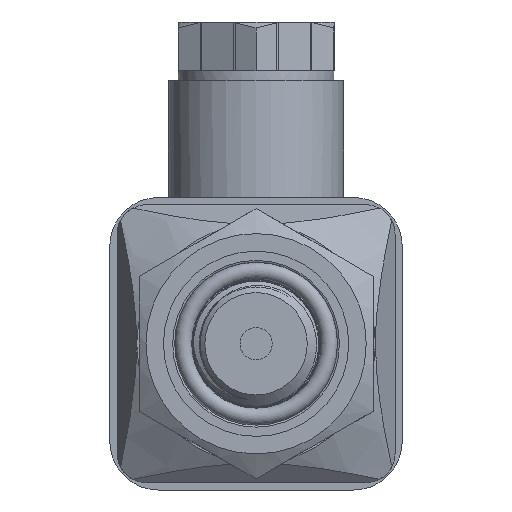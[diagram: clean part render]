
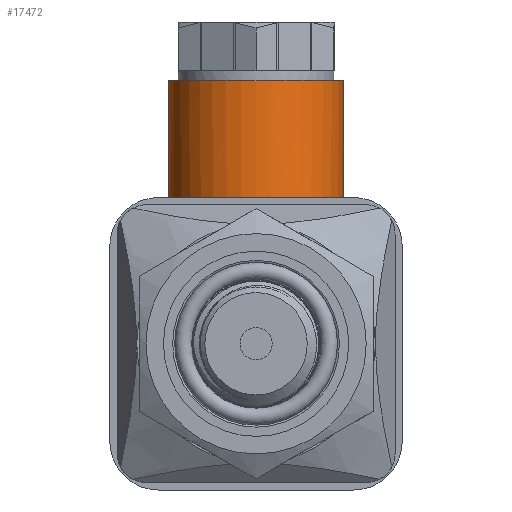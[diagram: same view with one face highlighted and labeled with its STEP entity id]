
A CAD part, left-side view. The second image highlights one B-rep face of the part: STEP entity #17472.
In plain terms, the highlighted cylindrical face has radius 9 mm (diameter 18 mm), a full revolution.
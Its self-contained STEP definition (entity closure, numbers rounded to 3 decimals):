
#1990=FACE_OUTER_BOUND('',#3068,.T.);
#3068=EDGE_LOOP('',(#16235,#16236,#16237,#16238,#16239,#16240,#16241));
#3452=CIRCLE('',#18615,9.);
#3453=CIRCLE('',#18616,9.);
#3478=CIRCLE('',#18697,9.);
#4014=B_SPLINE_CURVE_WITH_KNOTS('',3,(#52968,#52969,#52970,#52971,#52972,
#52973,#52974,#52975,#52976,#52977),.UNSPECIFIED.,.F.,.F.,(4,2,1,1,1,1,
4),(-0.002,0.,0.204,0.408,0.611,
0.815,1.019),.UNSPECIFIED.);
#4015=B_SPLINE_CURVE_WITH_KNOTS('',3,(#53046,#53047,#53048,#53049,#53050,
#53051,#53052,#53053,#53054,#53055,#53056,#53057),.UNSPECIFIED.,.F.,.F.,
(4,1,1,1,1,1,1,2,4),(0.,0.204,0.306,
0.408,0.509,0.611,0.815,
1.019,1.02),.UNSPECIFIED.);
#5544=LINE('',#53385,#7091);
#7091=VECTOR('',#22475,9.);
#8385=VERTEX_POINT('',#50511);
#8646=VERTEX_POINT('',#52966);
#8647=VERTEX_POINT('',#52979);
#8649=VERTEX_POINT('',#52983);
#8740=VERTEX_POINT('',#53383);
#11098=EDGE_CURVE('',#8385,#8646,#4014,.T.);
#11101=EDGE_CURVE('',#8646,#8649,#3452,.T.);
#11102=EDGE_CURVE('',#8649,#8647,#3453,.T.);
#11103=EDGE_CURVE('',#8647,#8385,#4015,.T.);
#11248=EDGE_CURVE('',#8740,#8740,#3478,.T.);
#11249=EDGE_CURVE('',#8740,#8649,#5544,.T.);
#16235=ORIENTED_EDGE('',*,*,#11248,.F.);
#16236=ORIENTED_EDGE('',*,*,#11249,.T.);
#16237=ORIENTED_EDGE('',*,*,#11101,.F.);
#16238=ORIENTED_EDGE('',*,*,#11098,.F.);
#16239=ORIENTED_EDGE('',*,*,#11103,.F.);
#16240=ORIENTED_EDGE('',*,*,#11102,.F.);
#16241=ORIENTED_EDGE('',*,*,#11249,.F.);
#16513=CYLINDRICAL_SURFACE('',#18696,9.);
#17472=ADVANCED_FACE('',(#1990),#16513,.T.);
#18615=AXIS2_PLACEMENT_3D('',#52984,#22202,#22203);
#18616=AXIS2_PLACEMENT_3D('',#52985,#22204,#22205);
#18696=AXIS2_PLACEMENT_3D('',#53382,#22471,#22472);
#18697=AXIS2_PLACEMENT_3D('',#53384,#22473,#22474);
#22202=DIRECTION('center_axis',(0.,0.,-1.));
#22203=DIRECTION('ref_axis',(1.,0.,0.));
#22204=DIRECTION('center_axis',(0.,0.,-1.));
#22205=DIRECTION('ref_axis',(1.,0.,0.));
#22471=DIRECTION('center_axis',(0.,0.,1.));
#22472=DIRECTION('ref_axis',(-1.,0.,0.));
#22473=DIRECTION('center_axis',(0.,0.,1.));
#22474=DIRECTION('ref_axis',(-1.,0.,0.));
#22475=DIRECTION('',(0.,0.,-1.));
#50511=CARTESIAN_POINT('',(-28.,0.,10.5));
#52966=CARTESIAN_POINT('',(-24.4,7.2,14.5));
#52968=CARTESIAN_POINT('Ctrl Pts',(-28.,0.,10.5));
#52969=CARTESIAN_POINT('Ctrl Pts',(-28.,0.004,10.503));
#52970=CARTESIAN_POINT('Ctrl Pts',(-28.,0.008,
10.505));
#52971=CARTESIAN_POINT('Ctrl Pts',(-27.999,0.528,
10.871));
#52972=CARTESIAN_POINT('Ctrl Pts',(-27.909,1.565,11.599));
#52973=CARTESIAN_POINT('Ctrl Pts',(-27.501,3.098,12.639));
#52974=CARTESIAN_POINT('Ctrl Pts',(-26.801,4.592,13.566));
#52975=CARTESIAN_POINT('Ctrl Pts',(-25.787,6.,14.28));
#52976=CARTESIAN_POINT('Ctrl Pts',(-24.889,6.833,14.5));
#52977=CARTESIAN_POINT('Ctrl Pts',(-24.4,7.2,14.5));
#52979=CARTESIAN_POINT('',(-24.4,-7.2,14.5));
#52983=CARTESIAN_POINT('',(-10.,0.,14.5));
#52984=CARTESIAN_POINT('Origin',(-19.,0.,14.5));
#52985=CARTESIAN_POINT('Origin',(-19.,0.,14.5));
#53046=CARTESIAN_POINT('Ctrl Pts',(-24.4,-7.2,14.5));
#53047=CARTESIAN_POINT('Ctrl Pts',(-24.889,-6.833,
14.5));
#53048=CARTESIAN_POINT('Ctrl Pts',(-25.563,-6.207,
14.335));
#53049=CARTESIAN_POINT('Ctrl Pts',(-26.294,-5.296,
13.923));
#53050=CARTESIAN_POINT('Ctrl Pts',(-26.763,-4.579,
13.539));
#53051=CARTESIAN_POINT('Ctrl Pts',(-27.15,-3.846,
13.104));
#53052=CARTESIAN_POINT('Ctrl Pts',(-27.569,-2.842,
12.466));
#53053=CARTESIAN_POINT('Ctrl Pts',(-27.909,-1.565,
11.6));
#53054=CARTESIAN_POINT('Ctrl Pts',(-27.999,-0.528,
10.871));
#53055=CARTESIAN_POINT('Ctrl Pts',(-28.,-0.008,
10.505));
#53056=CARTESIAN_POINT('Ctrl Pts',(-28.,-0.004,10.503));
#53057=CARTESIAN_POINT('Ctrl Pts',(-28.,0.,10.5));
#53382=CARTESIAN_POINT('Origin',(-19.,0.,13.5));
#53383=CARTESIAN_POINT('',(-10.,0.,27.));
#53384=CARTESIAN_POINT('Origin',(-19.,0.,27.));
#53385=CARTESIAN_POINT('',(-10.,0.,13.5));
